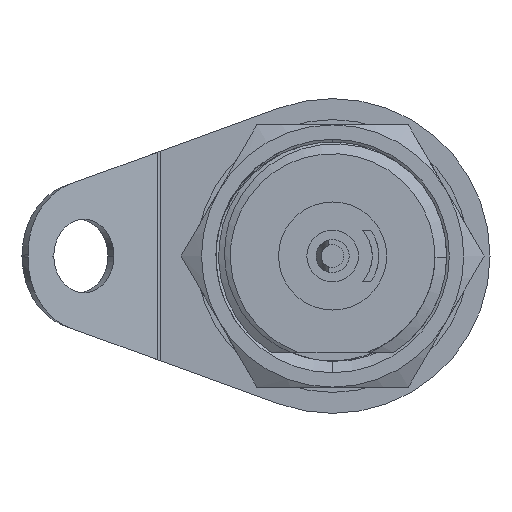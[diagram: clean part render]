
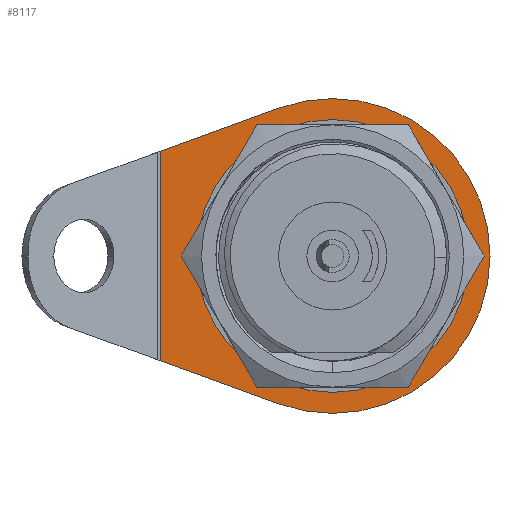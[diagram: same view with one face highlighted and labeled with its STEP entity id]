
A CAD part, left-side view. The second image highlights one B-rep face of the part: STEP entity #8117.
In plain terms, the highlighted planar face has unit normal (-1, 0, 0).
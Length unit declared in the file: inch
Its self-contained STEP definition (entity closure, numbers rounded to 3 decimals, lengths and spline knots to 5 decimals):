
#384 = EDGE_CURVE ( 'NONE', #4555, #10339, #9323, .T. ) ;
#427 = CIRCLE ( 'NONE', #3014, 0.23031 ) ;
#544 = CARTESIAN_POINT ( 'NONE',  ( -0.01, 0., 0. ) ) ;
#713 = VERTEX_POINT ( 'NONE', #11450 ) ;
#880 = EDGE_CURVE ( 'NONE', #10339, #18471, #5114, .T. ) ;
#1501 = ORIENTED_EDGE ( 'NONE', *, *, #5601, .T. ) ;
#2054 = VECTOR ( 'NONE', #12090, 39.37008 ) ;
#2132 = AXIS2_PLACEMENT_3D ( 'NONE', #11477, #19633, #5350 ) ;
#2174 = DIRECTION ( 'NONE',  ( 1., 0., 0. ) ) ;
#3014 = AXIS2_PLACEMENT_3D ( 'NONE', #17779, #11341, #9821 ) ;
#3270 = EDGE_CURVE ( 'NONE', #713, #4555, #13395, .T. ) ;
#3411 = PLANE ( 'NONE',  #12141 ) ;
#3687 = DIRECTION ( 'NONE',  ( 0., -0.342, -0.94 ) ) ;
#4555 = VERTEX_POINT ( 'NONE', #10642 ) ;
#5074 = VERTEX_POINT ( 'NONE', #11291 ) ;
#5114 = LINE ( 'NONE', #11343, #15534 ) ;
#5350 = DIRECTION ( 'NONE',  ( 0., 0., -1. ) ) ;
#5387 = CARTESIAN_POINT ( 'NONE',  ( -0.01, 0.28191, 0.10261 ) ) ;
#5507 = EDGE_CURVE ( 'NONE', #5074, #17876, #427, .T. ) ;
#5601 = EDGE_CURVE ( 'NONE', #17876, #5074, #15104, .T. ) ;
#6753 = DIRECTION ( 'NONE',  ( 0., 0., -1. ) ) ;
#7989 = EDGE_CURVE ( 'NONE', #713, #18471, #19836, .T. ) ;
#8056 = ORIENTED_EDGE ( 'NONE', *, *, #384, .F. ) ;
#8097 = DIRECTION ( 'NONE',  ( 1., 0., 0. ) ) ;
#8117 = ADVANCED_FACE ( 'NONE', ( #9740, #10950 ), #3411, .F. ) ;
#9323 = CIRCLE ( 'NONE', #2132, 0.3 ) ;
#9534 = DIRECTION ( 'NONE',  ( 0., 0., -1. ) ) ;
#9740 = FACE_BOUND ( 'NONE', #12357, .T. ) ;
#9821 = DIRECTION ( 'NONE',  ( 0., 0., -1. ) ) ;
#10339 = VERTEX_POINT ( 'NONE', #5387 ) ;
#10642 = CARTESIAN_POINT ( 'NONE',  ( -0.01, -0.28191, 0.10261 ) ) ;
#10950 = FACE_OUTER_BOUND ( 'NONE', #13462, .T. ) ;
#11291 = CARTESIAN_POINT ( 'NONE',  ( -0.01, 0., -0.23031 ) ) ;
#11341 = DIRECTION ( 'NONE',  ( 1., 0., 0. ) ) ;
#11343 = CARTESIAN_POINT ( 'NONE',  ( -0.01, 0.28191, 0.10261 ) ) ;
#11450 = CARTESIAN_POINT ( 'NONE',  ( -0.01, -0.19961, 0.32873 ) ) ;
#11477 = CARTESIAN_POINT ( 'NONE',  ( -0.01, 0., 0. ) ) ;
#11549 = CARTESIAN_POINT ( 'NONE',  ( -0.01, -0.28191, 0.10261 ) ) ;
#12090 = DIRECTION ( 'NONE',  ( 0., 1., 0. ) ) ;
#12141 = AXIS2_PLACEMENT_3D ( 'NONE', #15769, #8097, #9534 ) ;
#12232 = ORIENTED_EDGE ( 'NONE', *, *, #880, .F. ) ;
#12357 = EDGE_LOOP ( 'NONE', ( #1501, #18182 ) ) ;
#13395 = LINE ( 'NONE', #11549, #14745 ) ;
#13462 = EDGE_LOOP ( 'NONE', ( #16405, #19183, #12232, #8056 ) ) ;
#14709 = CARTESIAN_POINT ( 'NONE',  ( -0.01, 0.19961, 0.32873 ) ) ;
#14745 = VECTOR ( 'NONE', #3687, 39.37008 ) ;
#15104 = CIRCLE ( 'NONE', #17693, 0.23031 ) ;
#15534 = VECTOR ( 'NONE', #17574, 39.37008 ) ;
#15769 = CARTESIAN_POINT ( 'NONE',  ( -0.01, 0., 0. ) ) ;
#16405 = ORIENTED_EDGE ( 'NONE', *, *, #3270, .F. ) ;
#16551 = CARTESIAN_POINT ( 'NONE',  ( -0.01, 0., 0.23031 ) ) ;
#16887 = CARTESIAN_POINT ( 'NONE',  ( -0.01, 0.19846, 0.32873 ) ) ;
#17574 = DIRECTION ( 'NONE',  ( 0., -0.342, 0.94 ) ) ;
#17693 = AXIS2_PLACEMENT_3D ( 'NONE', #544, #2174, #6753 ) ;
#17779 = CARTESIAN_POINT ( 'NONE',  ( -0.01, 0., 0. ) ) ;
#17876 = VERTEX_POINT ( 'NONE', #16551 ) ;
#18182 = ORIENTED_EDGE ( 'NONE', *, *, #5507, .T. ) ;
#18471 = VERTEX_POINT ( 'NONE', #14709 ) ;
#19183 = ORIENTED_EDGE ( 'NONE', *, *, #7989, .T. ) ;
#19633 = DIRECTION ( 'NONE',  ( 1., 0., 0. ) ) ;
#19836 = LINE ( 'NONE', #16887, #2054 ) ;
